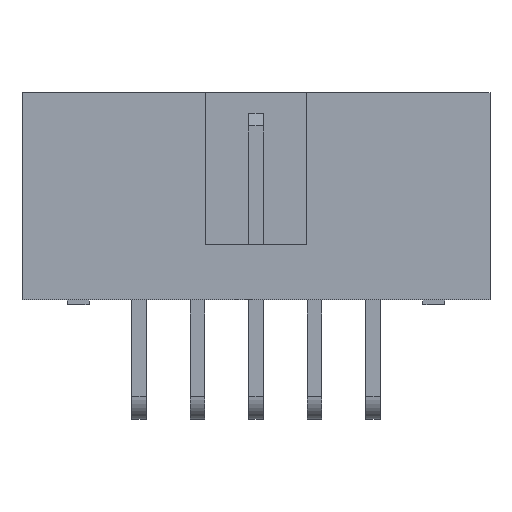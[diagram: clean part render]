
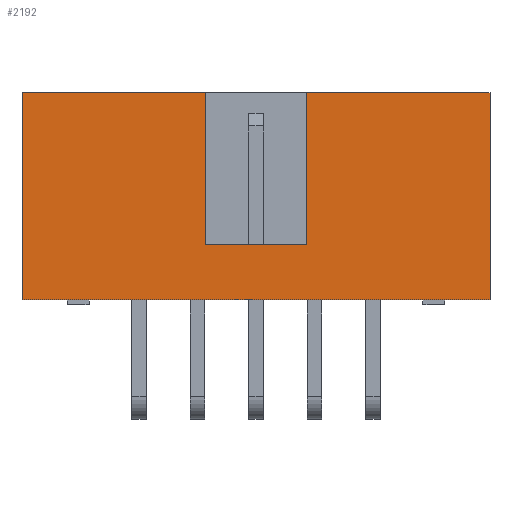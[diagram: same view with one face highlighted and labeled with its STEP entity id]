
A CAD part, front view. The second image highlights one B-rep face of the part: STEP entity #2192.
In plain terms, the highlighted planar face has unit normal (0, -1, 0).
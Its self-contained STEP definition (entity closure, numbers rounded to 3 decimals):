
#1390=EDGE_CURVE('',#2204,#2582,#3847,.T.);
#1630=VERTEX_POINT('',#4106);
#1884=EDGE_CURVE('',#2830,#3514,#4380,.T.);
#2014=EDGE_CURVE('',#3514,#2834,#4522,.T.);
#2192=ADVANCED_FACE('',(#4727),#4728,.F.);
#2204=VERTEX_POINT('',#4741);
#2398=EDGE_CURVE('',#3252,#2950,#4949,.T.);
#2582=VERTEX_POINT('',#5152);
#2830=VERTEX_POINT('',#5429);
#2834=VERTEX_POINT('',#5434);
#2922=EDGE_CURVE('',#2834,#2950,#5545,.T.);
#2928=EDGE_CURVE('',#2830,#1630,#5552,.T.);
#2950=VERTEX_POINT('',#5576);
#3014=EDGE_CURVE('',#1630,#2204,#5646,.T.);
#3114=EDGE_CURVE('',#3252,#2582,#5759,.T.);
#3252=VERTEX_POINT('',#5909);
#3514=VERTEX_POINT('',#6187);
#3847=LINE('',#6604,#6605);
#4106=CARTESIAN_POINT('',(10.16,-4.4,9.0));
#4380=LINE('',#7374,#7375);
#4522=LINE('',#7578,#7579);
#4727=FACE_OUTER_BOUND('',#7864,.T.);
#4728=PLANE('',#7865);
#4741=CARTESIAN_POINT('',(10.16,-4.4,0.0));
#4949=LINE('',#8202,#8203);
#5152=CARTESIAN_POINT('',(-10.16,-4.4,0.0));
#5429=CARTESIAN_POINT('',(2.2,-4.4,9.0));
#5434=CARTESIAN_POINT('',(-2.2,-4.4,2.4));
#5545=LINE('',#9011,#9012);
#5552=LINE('',#9022,#9023);
#5576=CARTESIAN_POINT('',(-2.2,-4.4,9.0));
#5646=LINE('',#9154,#9155);
#5759=LINE('',#9308,#9309);
#5909=CARTESIAN_POINT('',(-10.16,-4.4,9.0));
#6187=CARTESIAN_POINT('',(2.2,-4.4,2.4));
#6604=CARTESIAN_POINT('',(0.0,-4.4,0.0));
#6605=VECTOR('',#10332,1.0);
#7374=CARTESIAN_POINT('',(2.2,-4.4,5.2));
#7375=VECTOR('',#10817,1.0);
#7578=CARTESIAN_POINT('',(0.0,-4.4,2.4));
#7579=VECTOR('',#10972,1.0);
#7864=EDGE_LOOP('',(#11207,#11208,#11209,#11210,#11211,#11212,#11213,#11214));
#7865=AXIS2_PLACEMENT_3D('',#11215,#11216,#11217);
#8202=CARTESIAN_POINT('',(0.0,-4.4,9.0));
#8203=VECTOR('',#11424,1.0);
#9011=CARTESIAN_POINT('',(-2.2,-4.4,5.2));
#9012=VECTOR('',#12123,1.0);
#9022=CARTESIAN_POINT('',(0.0,-4.4,9.0));
#9023=VECTOR('',#12133,1.0);
#9154=CARTESIAN_POINT('',(10.16,-4.4,4.5));
#9155=VECTOR('',#12225,1.0);
#9308=CARTESIAN_POINT('',(-10.16,-4.4,4.5));
#9309=VECTOR('',#12373,1.0);
#10332=DIRECTION('',(-1.0,0.0,0.0));
#10817=DIRECTION('',(0.0,0.0,-1.0));
#10972=DIRECTION('',(-1.0,0.0,0.0));
#11207=ORIENTED_EDGE('',*,*,#2922,.T.);
#11208=ORIENTED_EDGE('',*,*,#2398,.F.);
#11209=ORIENTED_EDGE('',*,*,#3114,.T.);
#11210=ORIENTED_EDGE('',*,*,#1390,.F.);
#11211=ORIENTED_EDGE('',*,*,#3014,.F.);
#11212=ORIENTED_EDGE('',*,*,#2928,.F.);
#11213=ORIENTED_EDGE('',*,*,#1884,.T.);
#11214=ORIENTED_EDGE('',*,*,#2014,.T.);
#11215=CARTESIAN_POINT('',(0.0,-4.4,4.5));
#11216=DIRECTION('',(0.0,1.0,0.0));
#11217=DIRECTION('',(0.0,0.0,1.0));
#11424=DIRECTION('',(1.0,0.0,0.0));
#12123=DIRECTION('',(0.0,0.0,1.0));
#12133=DIRECTION('',(1.0,0.0,0.0));
#12225=DIRECTION('',(0.0,0.0,-1.0));
#12373=DIRECTION('',(0.0,0.0,-1.0));
